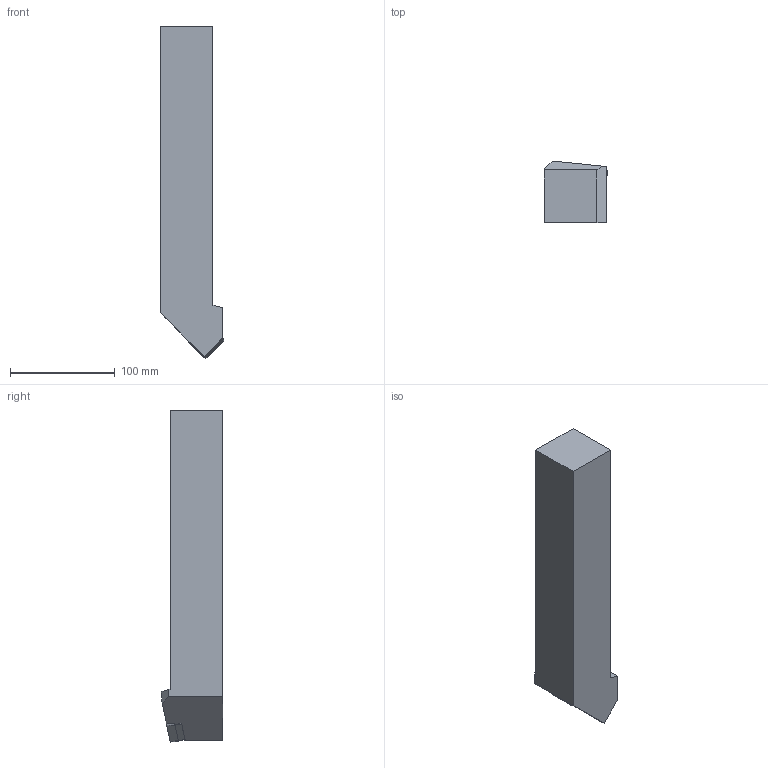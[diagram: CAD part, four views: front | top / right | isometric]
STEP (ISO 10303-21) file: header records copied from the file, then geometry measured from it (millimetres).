
FILE_DESCRIPTION(/* description */ (''),/* implementation_level */ '2;1');
FILE_NAME(/* name */ 'PSSNL5050T25_SIM.stp',/* time_stamp */ '2023-02-27T13:40:59+01:00',/* author */ (''),/* organization */ (''),/* preprocessor_version */ 'ST-DEVELOPER v16.7',/* originating_system */ 'SIEMENS PLM Software NX 12.0',/* authorisation */ '');
FILE_SCHEMA (('AUTOMOTIVE_DESIGN { 1 0 10303 214 3 1 1 1 }'));
Length unit declared in the file: millimetre
Products named in the file (1): kl6217C8835Fqkg4
Bounding box: 60.18 x 58.94 x 316.38 mm (x, y, z)
Volume: 766114.9 mm3; surface area: 68794.2 mm2
Topology: 2 solids, 2 shells, 34 faces, 87 edges, 57 vertices
Faces by surface type: plane 26, cylinder 7, cone 1
Full cylindrical faces by diameter (mm): 9.1 x1
Entity records: 1048 total; most frequent: CARTESIAN_POINT 175, DIRECTION 172, ORIENTED_EDGE 168, EDGE_CURVE 84, LINE 66, VECTOR 66, VERTEX_POINT 56, AXIS2_PLACEMENT_3D 53
